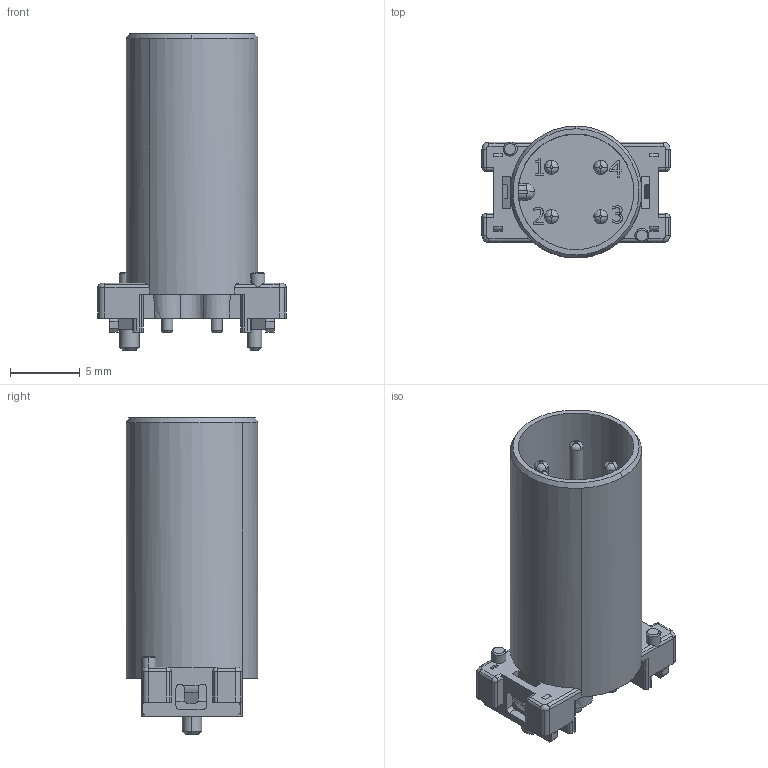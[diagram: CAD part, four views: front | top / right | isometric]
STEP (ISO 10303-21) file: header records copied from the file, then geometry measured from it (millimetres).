
FILE_DESCRIPTION(('CATIA V5R24 STEP','CAx-IF Rec.Pracs.--- Model Styling and Organization---1.2---2011-12-15'),'2;1');
FILE_NAME ('D1461814_0', '2017-05-15T06:26:07+00:00', ('Weidmueller Interface'), ('Weidmueller'), 'CATIA Version 5-6 Release 2014 SP4 HF52', 'CATIA V5 STEP AP214', 'none');
FILE_SCHEMA(('AUTOMOTIVE_DESIGN { 1 0 10303 214 1 1 1 1 }'));
Length unit declared in the file: millimetre
Products named in the file (1): v5-standard_part
Bounding box: 13.5 x 9.45 x 22.7 mm (x, y, z)
Volume: 985.6 mm3; surface area: 1525.5 mm2
Topology: 1 solids, 1 shells, 397 faces, 1146 edges, 759 vertices
Faces by surface type: plane 163, cylinder 119, bspline 71, cone 32, torus 8, sphere 4
Entity records: 15064 total; most frequent: CARTESIAN_POINT 5143, ORIENTED_EDGE 2284, DIRECTION 1455, EDGE_CURVE 1142, VERTEX_POINT 759, AXIS2_PLACEMENT_3D 580, VECTOR 547, LINE 547
